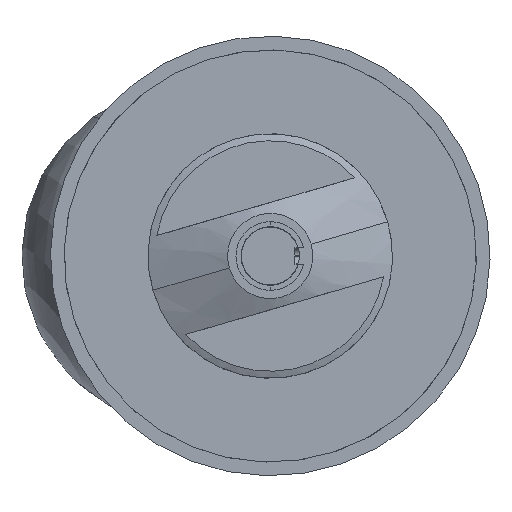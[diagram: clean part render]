
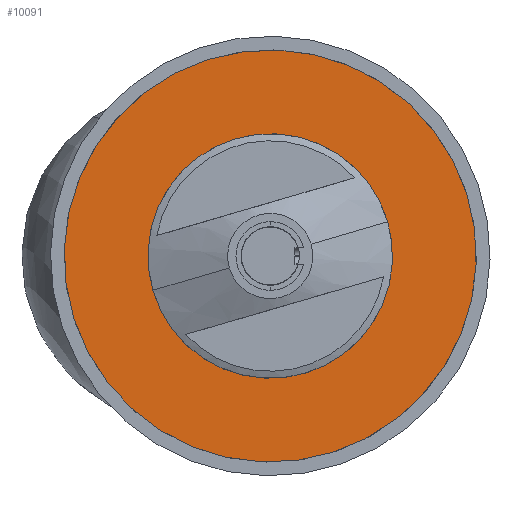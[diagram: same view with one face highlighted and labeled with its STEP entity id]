
A CAD part, left-side view. The second image highlights one B-rep face of the part: STEP entity #10091.
In plain terms, the highlighted planar face has unit normal (-1, 0, 0).
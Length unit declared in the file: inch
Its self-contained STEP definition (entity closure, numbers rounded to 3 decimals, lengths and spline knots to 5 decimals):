
#99 = CIRCLE ( 'NONE', #3874, 0.445 ) ;
#289 = ORIENTED_EDGE ( 'NONE', *, *, #1322, .F. ) ;
#612 = EDGE_CURVE ( 'NONE', #1979, #2802, #10605, .T. ) ;
#990 = CARTESIAN_POINT ( 'NONE',  ( 0.0185, 0., 0. ) ) ;
#1012 = CARTESIAN_POINT ( 'NONE',  ( 0.0185, 0., 0. ) ) ;
#1145 = DIRECTION ( 'NONE',  ( 0., 0.536, -0.844 ) ) ;
#1322 = EDGE_CURVE ( 'NONE', #4711, #8063, #7885, .T. ) ;
#1811 = CIRCLE ( 'NONE', #7535, 0.75 ) ;
#1979 = VERTEX_POINT ( 'NONE', #2255 ) ;
#2205 = CARTESIAN_POINT ( 'NONE',  ( 0.0185, 0., 0. ) ) ;
#2255 = CARTESIAN_POINT ( 'NONE',  ( 0.0185, -0.40196, 0.63319 ) ) ;
#2802 = VERTEX_POINT ( 'NONE', #10286 ) ;
#3588 = DIRECTION ( 'NONE',  ( -1., 0., 0. ) ) ;
#3834 = CARTESIAN_POINT ( 'NONE',  ( 0.0185, 0., 0. ) ) ;
#3874 = AXIS2_PLACEMENT_3D ( 'NONE', #990, #9459, #6940 ) ;
#3978 = CARTESIAN_POINT ( 'NONE',  ( 0.0185, -0.2385, 0.37569 ) ) ;
#4330 = DIRECTION ( 'NONE',  ( 0., 0.536, -0.844 ) ) ;
#4483 = ORIENTED_EDGE ( 'NONE', *, *, #6645, .T. ) ;
#4593 = EDGE_CURVE ( 'NONE', #8063, #4711, #99, .T. ) ;
#4711 = VERTEX_POINT ( 'NONE', #9378 ) ;
#4732 = DIRECTION ( 'NONE',  ( 0., -0.536, 0.844 ) ) ;
#4848 = AXIS2_PLACEMENT_3D ( 'NONE', #7961, #10504, #4732 ) ;
#5190 = AXIS2_PLACEMENT_3D ( 'NONE', #3834, #9720, #1145 ) ;
#5635 = FACE_BOUND ( 'NONE', #10617, .T. ) ;
#5801 = AXIS2_PLACEMENT_3D ( 'NONE', #2205, #8156, #10769 ) ;
#6645 = EDGE_CURVE ( 'NONE', #2802, #1979, #1811, .T. ) ;
#6940 = DIRECTION ( 'NONE',  ( 0., 0.536, -0.844 ) ) ;
#6946 = ORIENTED_EDGE ( 'NONE', *, *, #612, .T. ) ;
#7378 = PLANE ( 'NONE',  #4848 ) ;
#7535 = AXIS2_PLACEMENT_3D ( 'NONE', #1012, #3588, #4330 ) ;
#7877 = ORIENTED_EDGE ( 'NONE', *, *, #4593, .F. ) ;
#7885 = CIRCLE ( 'NONE', #5190, 0.445 ) ;
#7961 = CARTESIAN_POINT ( 'NONE',  ( 0.0185, -0.63319, -0.40196 ) ) ;
#8063 = VERTEX_POINT ( 'NONE', #3978 ) ;
#8156 = DIRECTION ( 'NONE',  ( -1., 0., 0. ) ) ;
#9378 = CARTESIAN_POINT ( 'NONE',  ( 0.0185, 0.2385, -0.37569 ) ) ;
#9459 = DIRECTION ( 'NONE',  ( -1., 0., 0. ) ) ;
#9720 = DIRECTION ( 'NONE',  ( -1., 0., 0. ) ) ;
#9831 = FACE_OUTER_BOUND ( 'NONE', #10500, .T. ) ;
#10091 = ADVANCED_FACE ( 'NONE', ( #5635, #9831 ), #7378, .F. ) ;
#10286 = CARTESIAN_POINT ( 'NONE',  ( 0.0185, 0.40196, -0.63319 ) ) ;
#10500 = EDGE_LOOP ( 'NONE', ( #4483, #6946 ) ) ;
#10504 = DIRECTION ( 'NONE',  ( 1., 0., 0. ) ) ;
#10605 = CIRCLE ( 'NONE', #5801, 0.75 ) ;
#10617 = EDGE_LOOP ( 'NONE', ( #289, #7877 ) ) ;
#10769 = DIRECTION ( 'NONE',  ( 0., 0.536, -0.844 ) ) ;
